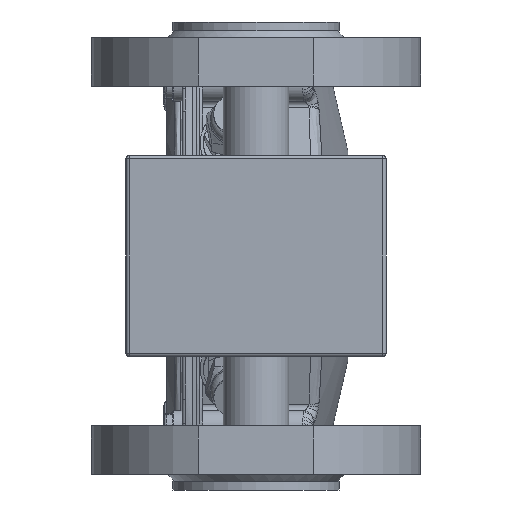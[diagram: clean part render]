
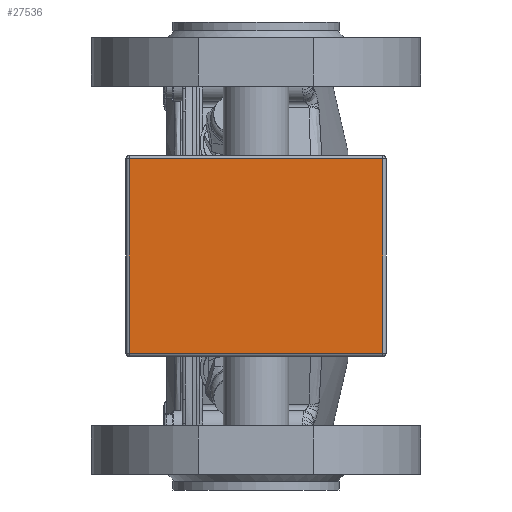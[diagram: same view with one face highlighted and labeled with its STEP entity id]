
A CAD part, front view. The second image highlights one B-rep face of the part: STEP entity #27536.
In plain terms, the highlighted planar face has unit normal (0, -1, 0).
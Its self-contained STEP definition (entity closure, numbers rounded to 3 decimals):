
#592 = ORIENTED_EDGE ( 'NONE', *, *, #15439, .T. ) ;
#1041 = CARTESIAN_POINT ( 'NONE',  ( -45., -38.771, 57. ) ) ;
#2718 = EDGE_CURVE ( 'NONE', #30871, #31454, #25810, .T. ) ;
#3245 = CARTESIAN_POINT ( 'NONE',  ( -45., -38.771, 1. ) ) ;
#3509 = EDGE_CURVE ( 'NONE', #10267, #30871, #3928, .T. ) ;
#3561 = DIRECTION ( 'NONE',  ( -1., 0., 0. ) ) ;
#3782 = EDGE_CURVE ( 'NONE', #11753, #10267, #20205, .T. ) ;
#3928 = LINE ( 'NONE', #1041, #19813 ) ;
#3996 = LINE ( 'NONE', #3245, #30204 ) ;
#6254 = CARTESIAN_POINT ( 'NONE',  ( 29., -38.771, 58. ) ) ;
#6846 = CARTESIAN_POINT ( 'NONE',  ( 29., -38.771, 1. ) ) ;
#7464 = CARTESIAN_POINT ( 'NONE',  ( -44., -38.771, 57. ) ) ;
#8897 = DIRECTION ( 'NONE',  ( 0., 0., 1. ) ) ;
#9478 = CARTESIAN_POINT ( 'NONE',  ( -45., -38.771, 58. ) ) ;
#9574 = DIRECTION ( 'NONE',  ( 0., 1., 0. ) ) ;
#9986 = ORIENTED_EDGE ( 'NONE', *, *, #3509, .T. ) ;
#10267 = VERTEX_POINT ( 'NONE', #20879 ) ;
#11753 = VERTEX_POINT ( 'NONE', #6846 ) ;
#15358 = ORIENTED_EDGE ( 'NONE', *, *, #3782, .T. ) ;
#15439 = EDGE_CURVE ( 'NONE', #31454, #11753, #3996, .T. ) ;
#18928 = EDGE_LOOP ( 'NONE', ( #32512, #592, #15358, #9986 ) ) ;
#19055 = VECTOR ( 'NONE', #22503, 1000. ) ;
#19072 = FACE_OUTER_BOUND ( 'NONE', #18928, .T. ) ;
#19813 = VECTOR ( 'NONE', #3561, 1000. ) ;
#20205 = LINE ( 'NONE', #6254, #31626 ) ;
#20879 = CARTESIAN_POINT ( 'NONE',  ( 29., -38.771, 57. ) ) ;
#22503 = DIRECTION ( 'NONE',  ( 0., 0., -1. ) ) ;
#23777 = DIRECTION ( 'NONE',  ( 1., 0., 0. ) ) ;
#24797 = PLANE ( 'NONE',  #28888 ) ;
#25810 = LINE ( 'NONE', #30053, #19055 ) ;
#27365 = DIRECTION ( 'NONE',  ( 0., 0., 1. ) ) ;
#27536 = ADVANCED_FACE ( 'NONE', ( #19072 ), #24797, .F. ) ;
#28888 = AXIS2_PLACEMENT_3D ( 'NONE', #9478, #9574, #27365 ) ;
#30053 = CARTESIAN_POINT ( 'NONE',  ( -44., -38.771, 58. ) ) ;
#30204 = VECTOR ( 'NONE', #23777, 1000. ) ;
#30501 = CARTESIAN_POINT ( 'NONE',  ( -44., -38.771, 1. ) ) ;
#30871 = VERTEX_POINT ( 'NONE', #7464 ) ;
#31454 = VERTEX_POINT ( 'NONE', #30501 ) ;
#31626 = VECTOR ( 'NONE', #8897, 1000. ) ;
#32512 = ORIENTED_EDGE ( 'NONE', *, *, #2718, .T. ) ;
